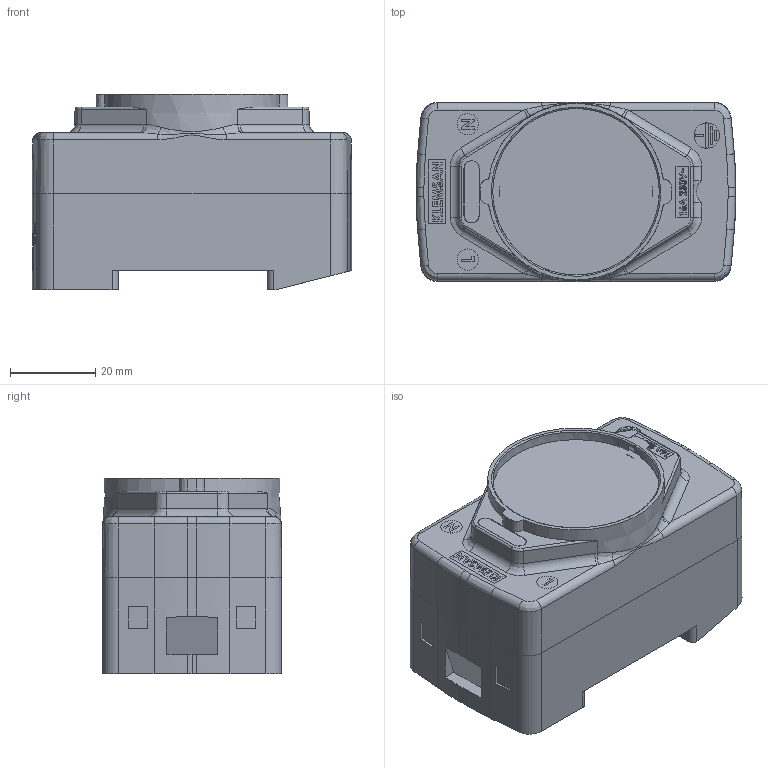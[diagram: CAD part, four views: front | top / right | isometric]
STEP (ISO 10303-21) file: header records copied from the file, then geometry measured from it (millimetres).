
FILE_DESCRIPTION (( 'STEP AP214' ), '1' );
FILE_NAME ('670100_PAP.STP', '2013-11-18T08:04:50', ( 'arge' ), ( 'Microsoft' ), 'SwSTEP 2.0', 'SolidWorks 2013', '' );
FILE_SCHEMA (( 'AUTOMOTIVE_DESIGN' ));
Length unit declared in the file: millimetre
Products named in the file (1): 670100_PAP
Bounding box: 75 x 42 x 45.8 mm (x, y, z)
Volume: 111337.7 mm3; surface area: 30431.3 mm2
Topology: 1 solids, 16 shells, 966 faces, 2618 edges, 1711 vertices
Faces by surface type: plane 651, cylinder 167, bspline 111, cone 37
Entity records: 46040 total; most frequent: CARTESIAN_POINT 12108, ORIENTED_EDGE 5236, DIRECTION 4176, EDGE_CURVE 2618, LINE 1894, VECTOR 1894, VERTEX_POINT 1711, AXIS2_PLACEMENT_3D 1141
